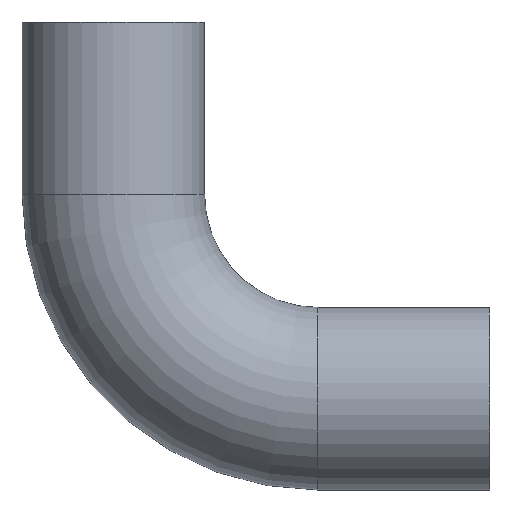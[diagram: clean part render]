
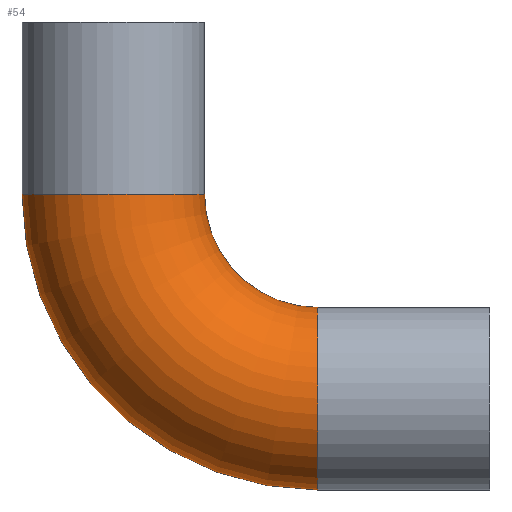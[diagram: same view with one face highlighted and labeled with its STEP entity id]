
A CAD part, front view. The second image highlights one B-rep face of the part: STEP entity #54.
In plain terms, the highlighted toroidal (fillet/blend) face has major radius 47.5 mm and minor radius 21.2 mm.
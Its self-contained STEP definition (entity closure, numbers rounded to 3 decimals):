
#11 = AXIS2_PLACEMENT_3D ( 'NONE', #373, #199, #304 ) ;
#28 = CARTESIAN_POINT ( 'NONE',  ( 0., 0., 0. ) ) ;
#32 = DIRECTION ( 'NONE',  ( 0., 0., 1. ) ) ;
#53 = EDGE_LOOP ( 'NONE', ( #329, #180, #58, #451 ) ) ;
#54 = ADVANCED_FACE ( 'NONE', ( #403 ), #118, .T. ) ;
#58 = ORIENTED_EDGE ( 'NONE', *, *, #169, .T. ) ;
#65 = AXIS2_PLACEMENT_3D ( 'NONE', #28, #131, #32 ) ;
#90 = VERTEX_POINT ( 'NONE', #237 ) ;
#91 = CIRCLE ( 'NONE', #65, 68.7 ) ;
#93 = EDGE_CURVE ( 'NONE', #125, #362, #139, .T. ) ;
#99 = EDGE_CURVE ( 'NONE', #125, #445, #91, .T. ) ;
#101 = CARTESIAN_POINT ( 'NONE',  ( 0., 0., -68.7 ) ) ;
#103 = DIRECTION ( 'NONE',  ( 0., 0., 1. ) ) ;
#110 = CARTESIAN_POINT ( 'NONE',  ( -47.5, 0., 0. ) ) ;
#118 = TOROIDAL_SURFACE ( 'NONE', #200, 47.5, 21.2 ) ;
#125 = VERTEX_POINT ( 'NONE', #101 ) ;
#131 = DIRECTION ( 'NONE',  ( 0., 1., 0. ) ) ;
#139 = CIRCLE ( 'NONE', #11, 21.2 ) ;
#169 = EDGE_CURVE ( 'NONE', #362, #90, #185, .T. ) ;
#180 = ORIENTED_EDGE ( 'NONE', *, *, #93, .T. ) ;
#185 = CIRCLE ( 'NONE', #346, 26.3 ) ;
#199 = DIRECTION ( 'NONE',  ( -1., 0., 0. ) ) ;
#200 = AXIS2_PLACEMENT_3D ( 'NONE', #306, #204, #265 ) ;
#204 = DIRECTION ( 'NONE',  ( 0., 1., 0. ) ) ;
#237 = CARTESIAN_POINT ( 'NONE',  ( -26.3, 0., 0. ) ) ;
#258 = EDGE_CURVE ( 'NONE', #445, #90, #427, .T. ) ;
#265 = DIRECTION ( 'NONE',  ( 0., 0., 1. ) ) ;
#279 = CARTESIAN_POINT ( 'NONE',  ( 0., 0., -26.3 ) ) ;
#295 = AXIS2_PLACEMENT_3D ( 'NONE', #110, #355, #351 ) ;
#302 = DIRECTION ( 'NONE',  ( 0., 1., 0. ) ) ;
#304 = DIRECTION ( 'NONE',  ( 0., 0., 1. ) ) ;
#306 = CARTESIAN_POINT ( 'NONE',  ( 0., 0., 0. ) ) ;
#329 = ORIENTED_EDGE ( 'NONE', *, *, #99, .F. ) ;
#346 = AXIS2_PLACEMENT_3D ( 'NONE', #450, #302, #103 ) ;
#351 = DIRECTION ( 'NONE',  ( 1., 0., 0. ) ) ;
#355 = DIRECTION ( 'NONE',  ( 0., 0., 1. ) ) ;
#362 = VERTEX_POINT ( 'NONE', #279 ) ;
#373 = CARTESIAN_POINT ( 'NONE',  ( 0., 0., -47.5 ) ) ;
#403 = FACE_OUTER_BOUND ( 'NONE', #53, .T. ) ;
#427 = CIRCLE ( 'NONE', #295, 21.2 ) ;
#436 = CARTESIAN_POINT ( 'NONE',  ( -68.7, 0., 0. ) ) ;
#445 = VERTEX_POINT ( 'NONE', #436 ) ;
#450 = CARTESIAN_POINT ( 'NONE',  ( 0., 0., 0. ) ) ;
#451 = ORIENTED_EDGE ( 'NONE', *, *, #258, .F. ) ;
